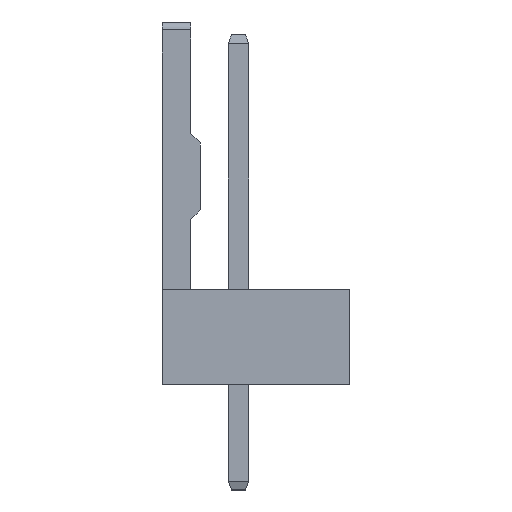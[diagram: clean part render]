
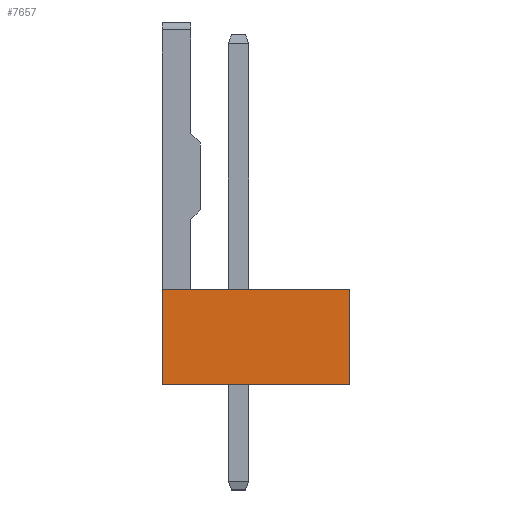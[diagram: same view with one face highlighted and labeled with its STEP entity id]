
A CAD part, left-side view. The second image highlights one B-rep face of the part: STEP entity #7657.
In plain terms, the highlighted planar face has unit normal (-1, 0, 0).
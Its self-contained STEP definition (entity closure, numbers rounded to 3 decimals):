
#187 = DIRECTION ( 'NONE',  ( 0., 0., 1. ) ) ;
#353 = VERTEX_POINT ( 'NONE', #2048 ) ;
#779 = VECTOR ( 'NONE', #10205, 1000. ) ;
#2048 = CARTESIAN_POINT ( 'NONE',  ( -1.27, -3.5, 0. ) ) ;
#2152 = EDGE_LOOP ( 'NONE', ( #8642, #8570, #9424, #6364 ) ) ;
#2391 = CARTESIAN_POINT ( 'NONE',  ( -1.27, 2.4, 0. ) ) ;
#3382 = EDGE_CURVE ( 'NONE', #10896, #353, #10892, .T. ) ;
#3942 = EDGE_CURVE ( 'NONE', #9594, #9823, #8394, .T. ) ;
#4185 = CARTESIAN_POINT ( 'NONE',  ( -1.27, -3.5, 3. ) ) ;
#4375 = CARTESIAN_POINT ( 'NONE',  ( -1.27, 2.4, 3. ) ) ;
#4861 = CARTESIAN_POINT ( 'NONE',  ( -1.27, 2.4, 0. ) ) ;
#5870 = CARTESIAN_POINT ( 'NONE',  ( -1.27, 2.4, 0. ) ) ;
#5937 = DIRECTION ( 'NONE',  ( -1., 0., 0. ) ) ;
#6026 = AXIS2_PLACEMENT_3D ( 'NONE', #10380, #5937, #6829 ) ;
#6364 = ORIENTED_EDGE ( 'NONE', *, *, #7901, .T. ) ;
#6829 = DIRECTION ( 'NONE',  ( 0., 0., 1. ) ) ;
#6947 = VECTOR ( 'NONE', #187, 1000. ) ;
#7279 = LINE ( 'NONE', #5870, #779 ) ;
#7324 = DIRECTION ( 'NONE',  ( 0., 1., 0. ) ) ;
#7657 = ADVANCED_FACE ( 'NONE', ( #10494 ), #9374, .T. ) ;
#7901 = EDGE_CURVE ( 'NONE', #353, #9594, #9238, .T. ) ;
#8380 = DIRECTION ( 'NONE',  ( 0., -1., 0. ) ) ;
#8394 = LINE ( 'NONE', #10926, #8795 ) ;
#8541 = VECTOR ( 'NONE', #8380, 1000. ) ;
#8570 = ORIENTED_EDGE ( 'NONE', *, *, #9595, .F. ) ;
#8642 = ORIENTED_EDGE ( 'NONE', *, *, #3942, .T. ) ;
#8795 = VECTOR ( 'NONE', #7324, 1000. ) ;
#9238 = LINE ( 'NONE', #9826, #6947 ) ;
#9374 = PLANE ( 'NONE',  #6026 ) ;
#9424 = ORIENTED_EDGE ( 'NONE', *, *, #3382, .T. ) ;
#9594 = VERTEX_POINT ( 'NONE', #4185 ) ;
#9595 = EDGE_CURVE ( 'NONE', #10896, #9823, #7279, .T. ) ;
#9823 = VERTEX_POINT ( 'NONE', #4375 ) ;
#9826 = CARTESIAN_POINT ( 'NONE',  ( -1.27, -3.5, 0. ) ) ;
#10205 = DIRECTION ( 'NONE',  ( 0., 0., 1. ) ) ;
#10380 = CARTESIAN_POINT ( 'NONE',  ( -1.27, 2.4, 0. ) ) ;
#10494 = FACE_OUTER_BOUND ( 'NONE', #2152, .T. ) ;
#10892 = LINE ( 'NONE', #4861, #8541 ) ;
#10896 = VERTEX_POINT ( 'NONE', #2391 ) ;
#10926 = CARTESIAN_POINT ( 'NONE',  ( -1.27, 2.4, 3. ) ) ;
